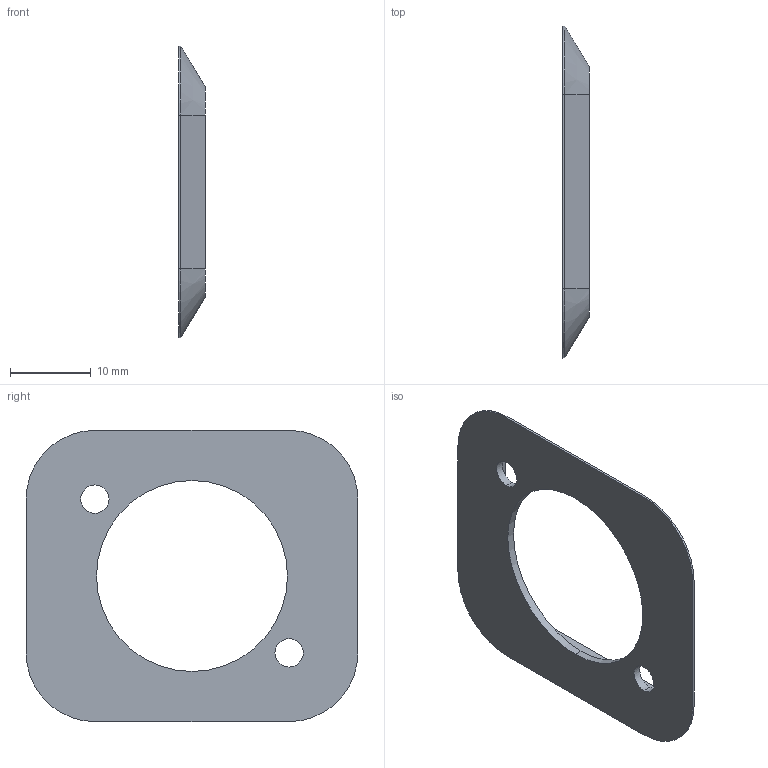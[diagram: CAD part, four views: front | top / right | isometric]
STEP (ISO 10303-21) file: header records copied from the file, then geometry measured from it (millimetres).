
FILE_DESCRIPTION((''),'2;1');
FILE_NAME('D-SCDP','2011-01-26T',('odo'),(''),'PRO/ENGINEER BY PARAMETRIC TECHNOLOGY CORPORATION, 2009220','PRO/ENGINEER BY PARAMETRIC TECHNOLOGY CORPORATION, 2009220','');
FILE_SCHEMA(('AUTOMOTIVE_DESIGN_CC2 { 1 2 10303 214 -1 1 5 2 }'));
Length unit declared in the file: millimetre
Products named in the file (1): D-SCDP
Bounding box: 3.25 x 41 x 36 mm (x, y, z)
Volume: 1381.9 mm3; surface area: 2391.4 mm2
Topology: 1 solids, 1 shells, 32 faces, 74 edges, 44 vertices
Faces by surface type: cylinder 14, plane 14, cone 4
Entity records: 1365 total; most frequent: COLOUR_RGB 210, DIRECTION 166, CARTESIAN_POINT 150, ORIENTED_EDGE 148, PRESENTATION_STYLE_ASSIGNMENT 75, STYLED_ITEM 75, CURVE_STYLE 74, EDGE_CURVE 74
